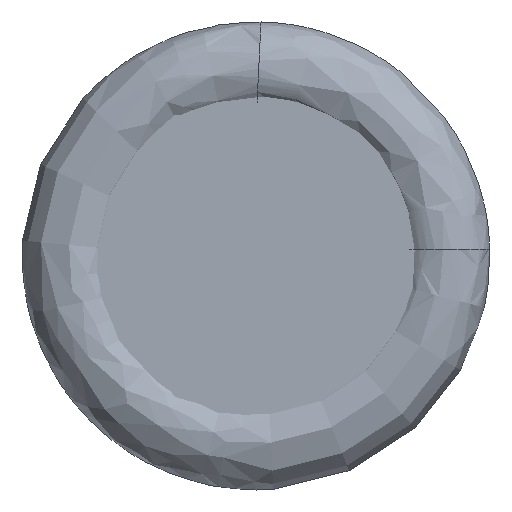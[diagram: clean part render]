
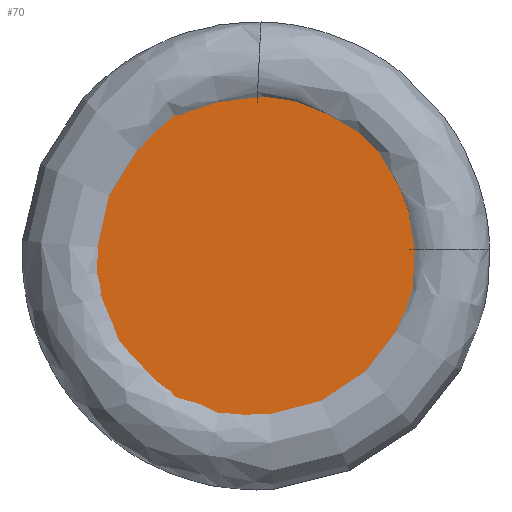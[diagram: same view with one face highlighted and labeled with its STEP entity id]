
A CAD part, left-side view. The second image highlights one B-rep face of the part: STEP entity #70.
In plain terms, the highlighted planar face has unit normal (-1, 0, 0).
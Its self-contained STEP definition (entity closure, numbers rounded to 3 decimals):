
#39=PLANE('',#193);
#42=FACE_OUTER_BOUND('',#110,.T.);
#70=ADVANCED_FACE('',(#42),#39,.F.);
#110=EDGE_LOOP('',(#134));
#134=ORIENTED_EDGE('',*,*,#166,.T.);
#154=VERTEX_POINT('',#341);
#166=EDGE_CURVE('',#154,#154,#178,.T.);
#178=CIRCLE('',#191,14.119);
#191=AXIS2_PLACEMENT_3D('',#340,#217,#218);
#193=AXIS2_PLACEMENT_3D('',#405,#222,#223);
#217=DIRECTION('',(-1.,0.,0.));
#218=DIRECTION('',(0.,0.,1.));
#222=DIRECTION('',(1.,0.,0.));
#223=DIRECTION('',(0.,0.,-1.));
#340=CARTESIAN_POINT('',(0.738,0.,0.));
#341=CARTESIAN_POINT('',(0.738,0.,14.119));
#405=CARTESIAN_POINT('',(0.738,14.119,0.));
